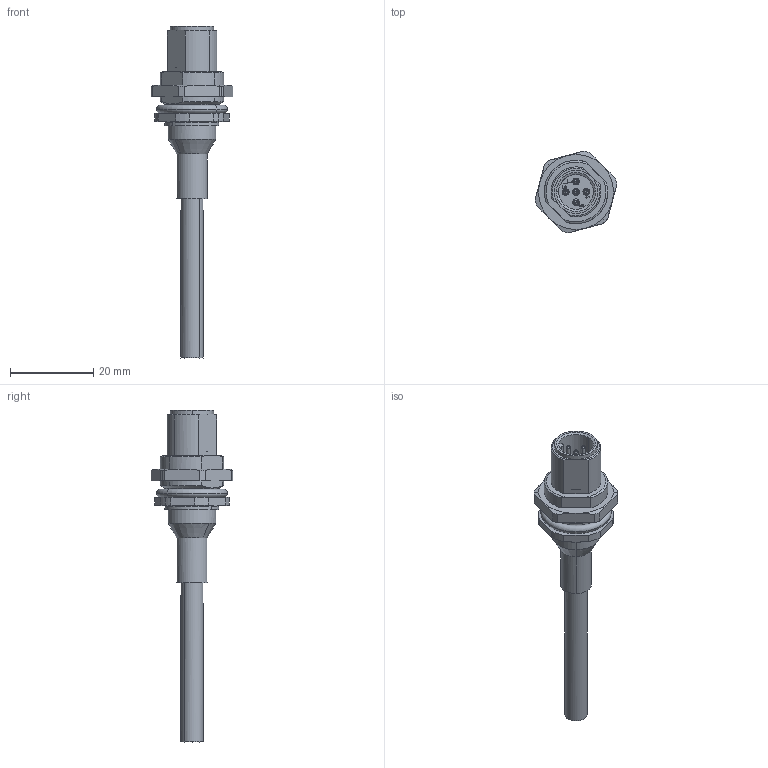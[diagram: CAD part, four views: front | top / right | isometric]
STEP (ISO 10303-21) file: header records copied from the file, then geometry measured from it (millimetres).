
FILE_DESCRIPTION(('CATIA V5 STEP Exchange','CAx-IF Rec.Pracs.--- Model Styling and Organization---1.4--- 2014-01-23'),'2;1');
FILE_NAME ('461559-2_1', '2021-03-15T13:42:38+00:00', ('none'), ('Weidmueller'), 'CATIA Version 5-6 Release 2016 SP3 HF44', 'CATIA V5 STEP AP214', 'none');
FILE_SCHEMA(('AUTOMOTIVE_DESIGN { 1 0 10303 214 1 1 1 1 }'));
Length unit declared in the file: millimetre
Products named in the file (1): 2484420200
Bounding box: 19.64 x 19.64 x 79.7 mm (x, y, z)
Volume: 5291.6 mm3; surface area: 4351.1 mm2
Topology: 5 solids, 5 shells, 227 faces, 611 edges, 395 vertices
Faces by surface type: cylinder 70, plane 56, cone 44, extrusion 29, sphere 20, torus 8
Entity records: 8033 total; most frequent: CARTESIAN_POINT 2946, ORIENTED_EDGE 1182, DIRECTION 757, EDGE_CURVE 577, VERTEX_POINT 381, AXIS2_PLACEMENT_3D 344, EDGE_LOOP 262, VECTOR 236
